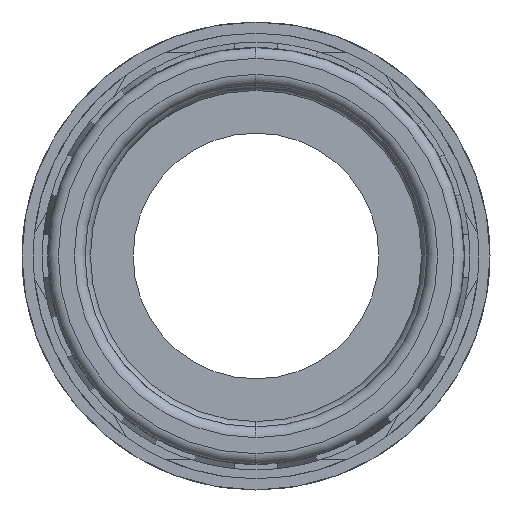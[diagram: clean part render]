
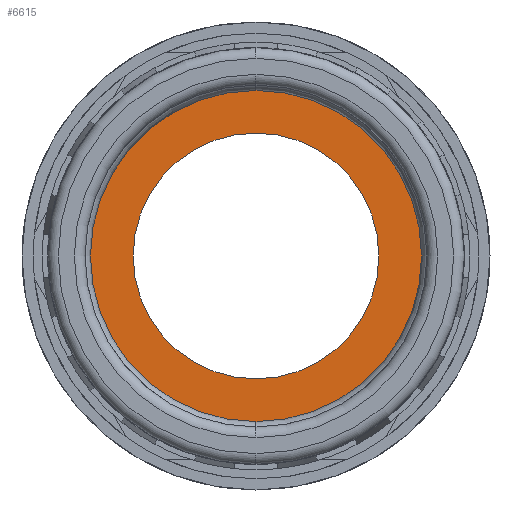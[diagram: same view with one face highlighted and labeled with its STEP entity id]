
A CAD part, left-side view. The second image highlights one B-rep face of the part: STEP entity #6615.
In plain terms, the highlighted planar face has unit normal (-1, 0, 0).
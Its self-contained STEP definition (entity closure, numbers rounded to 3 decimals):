
#37 = DIRECTION ( 'NONE',  ( -1., 0., 0. ) ) ;
#598 = VERTEX_POINT ( 'NONE', #9093 ) ;
#757 = ORIENTED_EDGE ( 'NONE', *, *, #6006, .T. ) ;
#1054 = DIRECTION ( 'NONE',  ( -1., 0., 0. ) ) ;
#1489 = DIRECTION ( 'NONE',  ( -1., 0., 0. ) ) ;
#1720 = VERTEX_POINT ( 'NONE', #18634 ) ;
#1983 = CIRCLE ( 'NONE', #8750, 11.5 ) ;
#2032 = VERTEX_POINT ( 'NONE', #13685 ) ;
#2392 = AXIS2_PLACEMENT_3D ( 'NONE', #9926, #37, #13852 ) ;
#6006 = EDGE_CURVE ( 'NONE', #1720, #598, #20442, .T. ) ;
#6615 = ADVANCED_FACE ( 'NONE', ( #25177, #24598 ), #11871, .T. ) ;
#7314 = DIRECTION ( 'NONE',  ( -1., 0., 0. ) ) ;
#8288 = CIRCLE ( 'NONE', #13505, 11.5 ) ;
#8623 = DIRECTION ( 'NONE',  ( -1., 0., 0. ) ) ;
#8750 = AXIS2_PLACEMENT_3D ( 'NONE', #12798, #1054, #14769 ) ;
#9093 = CARTESIAN_POINT ( 'NONE',  ( -117.5, 0., 16. ) ) ;
#9101 = EDGE_CURVE ( 'NONE', #598, #1720, #22195, .T. ) ;
#9746 = EDGE_CURVE ( 'NONE', #2032, #20612, #8288, .T. ) ;
#9926 = CARTESIAN_POINT ( 'NONE',  ( -117.5, 0., 0. ) ) ;
#9953 = ORIENTED_EDGE ( 'NONE', *, *, #9746, .F. ) ;
#11376 = AXIS2_PLACEMENT_3D ( 'NONE', #13211, #1489, #15177 ) ;
#11871 = PLANE ( 'NONE',  #2392 ) ;
#12798 = CARTESIAN_POINT ( 'NONE',  ( -117.5, 0., 0. ) ) ;
#13211 = CARTESIAN_POINT ( 'NONE',  ( -117.5, 0., 0. ) ) ;
#13505 = AXIS2_PLACEMENT_3D ( 'NONE', #18865, #7314, #20801 ) ;
#13685 = CARTESIAN_POINT ( 'NONE',  ( -117.5, 0., 11.5 ) ) ;
#13852 = DIRECTION ( 'NONE',  ( 0., 0., 1. ) ) ;
#14423 = ORIENTED_EDGE ( 'NONE', *, *, #20643, .F. ) ;
#14769 = DIRECTION ( 'NONE',  ( 0., 0., 1. ) ) ;
#15177 = DIRECTION ( 'NONE',  ( 0., 0., 1. ) ) ;
#18634 = CARTESIAN_POINT ( 'NONE',  ( -117.5, 0., -16. ) ) ;
#18865 = CARTESIAN_POINT ( 'NONE',  ( -117.5, 0., 0. ) ) ;
#19008 = AXIS2_PLACEMENT_3D ( 'NONE', #20211, #8623, #22140 ) ;
#19292 = ORIENTED_EDGE ( 'NONE', *, *, #9101, .T. ) ;
#20211 = CARTESIAN_POINT ( 'NONE',  ( -117.5, 0., 0. ) ) ;
#20350 = EDGE_LOOP ( 'NONE', ( #19292, #757 ) ) ;
#20442 = CIRCLE ( 'NONE', #19008, 16. ) ;
#20612 = VERTEX_POINT ( 'NONE', #22351 ) ;
#20643 = EDGE_CURVE ( 'NONE', #20612, #2032, #1983, .T. ) ;
#20801 = DIRECTION ( 'NONE',  ( 0., 0., 1. ) ) ;
#21837 = EDGE_LOOP ( 'NONE', ( #9953, #14423 ) ) ;
#22140 = DIRECTION ( 'NONE',  ( 0., 0., 1. ) ) ;
#22195 = CIRCLE ( 'NONE', #11376, 16. ) ;
#22351 = CARTESIAN_POINT ( 'NONE',  ( -117.5, 0., -11.5 ) ) ;
#24598 = FACE_OUTER_BOUND ( 'NONE', #20350, .T. ) ;
#25177 = FACE_BOUND ( 'NONE', #21837, .T. ) ;
